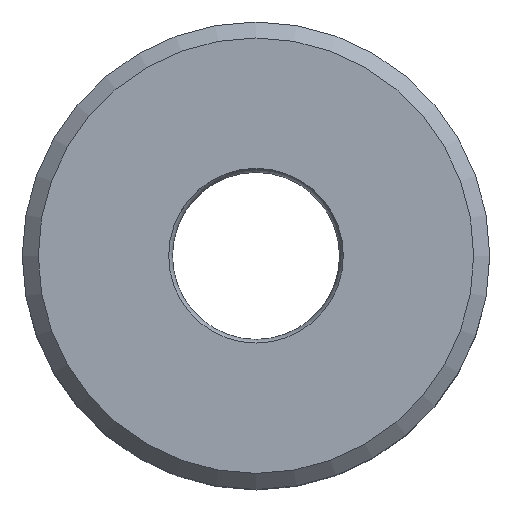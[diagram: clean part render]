
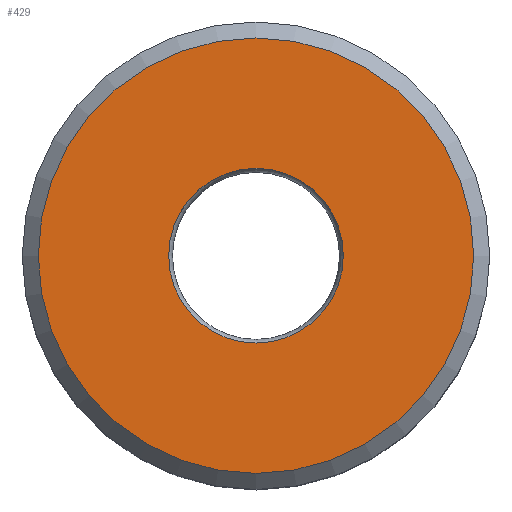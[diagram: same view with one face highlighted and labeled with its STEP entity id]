
A CAD part, top view. The second image highlights one B-rep face of the part: STEP entity #429.
In plain terms, the highlighted planar face has unit normal (0, 0, 1).
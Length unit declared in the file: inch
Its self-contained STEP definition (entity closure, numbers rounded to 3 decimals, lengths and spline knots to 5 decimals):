
#29=PLANE('',#512);
#68=FACE_BOUND('',#162,.T.);
#103=FACE_OUTER_BOUND('',#161,.T.);
#161=EDGE_LOOP('',(#336));
#162=EDGE_LOOP('',(#337));
#208=CIRCLE('',#509,0.4075);
#210=CIRCLE('',#513,0.1635);
#243=VERTEX_POINT('',#745);
#245=VERTEX_POINT('',#751);
#278=EDGE_CURVE('',#243,#243,#208,.T.);
#280=EDGE_CURVE('',#245,#245,#210,.T.);
#336=ORIENTED_EDGE('',*,*,#278,.F.);
#337=ORIENTED_EDGE('',*,*,#280,.T.);
#429=ADVANCED_FACE('',(#103,#68),#29,.T.);
#509=AXIS2_PLACEMENT_3D('',#746,#626,#627);
#512=AXIS2_PLACEMENT_3D('',#750,#632,#633);
#513=AXIS2_PLACEMENT_3D('',#752,#634,#635);
#626=DIRECTION('center_axis',(0.,0.,-1.));
#627=DIRECTION('ref_axis',(-1.,0.,0.));
#632=DIRECTION('center_axis',(0.,0.,1.));
#633=DIRECTION('ref_axis',(-1.,0.,0.));
#634=DIRECTION('center_axis',(0.,0.,-1.));
#635=DIRECTION('ref_axis',(-1.,0.,0.));
#745=CARTESIAN_POINT('',(0.4075,0.,1.317));
#746=CARTESIAN_POINT('Origin',(0.,0.,1.317));
#750=CARTESIAN_POINT('Origin',(0.,0.,1.317));
#751=CARTESIAN_POINT('',(0.1635,0.,1.317));
#752=CARTESIAN_POINT('Origin',(0.,0.,1.317));
